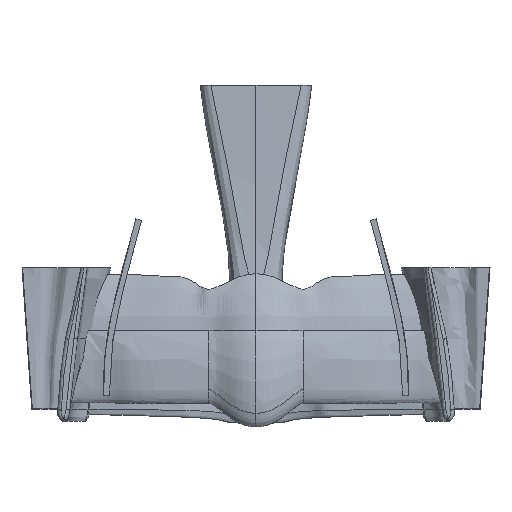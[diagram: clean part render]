
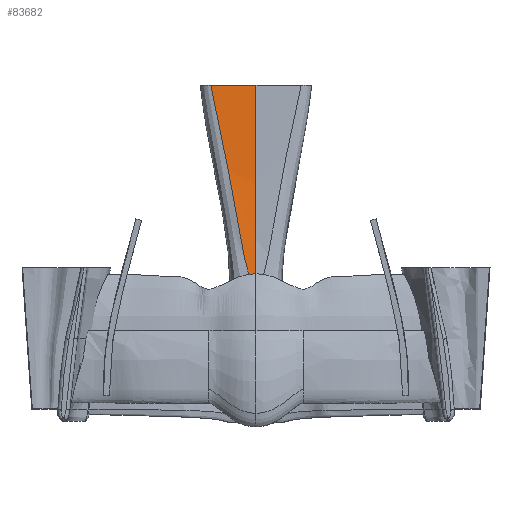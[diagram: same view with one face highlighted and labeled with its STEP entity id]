
A CAD part, front view. The second image highlights one B-rep face of the part: STEP entity #83682.
In plain terms, the highlighted free-form (B-spline) face has degree [3, 1] with [4, 2] control points.
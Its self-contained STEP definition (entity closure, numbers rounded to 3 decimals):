
#83155 = VERTEX_POINT('',#83156);
#83156 = CARTESIAN_POINT('',(-1.101,-56.713,
    -260.795));
#83166 = EDGE_CURVE('',#83167,#83155,#83169,.T.);
#83167 = VERTEX_POINT('',#83168);
#83168 = CARTESIAN_POINT('',(-50.639,-30.237,
    -29.124));
#83169 = B_SPLINE_CURVE_WITH_KNOTS('',3,(#83170,#83171,#83172,#83173,
    #83174,#83175,#83176,#83177,#83178,#83179,#83180,#83181,#83182,
    #83183,#83184,#83185,#83186,#83187,#83188,#83189,#83190,#83191,
    #83192,#83193,#83194,#83195,#83196,#83197,#83198,#83199,#83200,
    #83201,#83202,#83203,#83204,#83205,#83206,#83207,#83208,#83209,
    #83210,#83211,#83212,#83213,#83214,#83215,#83216,#83217,#83218,
    #83219,#83220,#83221,#83222,#83223,#83224,#83225,#83226,#83227,
    #83228,#83229,#83230,#83231,#83232,#83233,#83234,#83235,#83236,
    #83237,#83238,#83239,#83240,#83241,#83242,#83243,#83244,#83245,
    #83246,#83247,#83248,#83249,#83250,#83251,#83252,#83253,#83254,
    #83255,#83256),.UNSPECIFIED.,.F.,.F.,(4,2,2,2,2,1,1,1,1,1,1,1,2,2,2,
    2,2,1,1,1,1,1,1,1,1,2,2,2,2,2,2,1,1,1,1,1,1,1,2,2,2,2,2,2,1,1,1,1,1,
    1,1,1,1,2,2,2,2,2,4),(0.,0.125,0.188,
    0.219,0.234,0.242,0.246,
    0.248,0.249,0.25,0.25,
    0.25,0.25,0.25,0.313,
    0.344,0.359,0.367,0.371,
    0.373,0.374,0.375,0.375,
    0.375,0.375,0.375,0.375,
    0.438,0.469,0.484,0.492,
    0.496,0.498,0.499,0.5,
    0.5,0.5,0.5,0.5,
    0.5,0.563,0.625,0.688,
    0.719,0.734,0.742,0.746,
    0.748,0.749,0.75,0.75,
    0.75,0.75,0.75,0.75,
    0.813,0.875,0.938,1.),.UNSPECIFIED.);
#83170 = CARTESIAN_POINT('',(-50.639,-30.237,
    -29.124));
#83171 = CARTESIAN_POINT('',(-48.705,-30.868,
    -36.341));
#83172 = CARTESIAN_POINT('',(-46.678,-31.572,
    -44.886));
#83173 = CARTESIAN_POINT('',(-43.496,-32.689,
    -59.488));
#83174 = CARTESIAN_POINT('',(-42.412,-33.072,
    -64.653));
#83175 = CARTESIAN_POINT('',(-40.751,-33.665,
    -72.835));
#83176 = CARTESIAN_POINT('',(-40.192,-33.866,
    -75.636));
#83177 = CARTESIAN_POINT('',(-39.344,-34.174,
    -79.944));
#83178 = CARTESIAN_POINT('',(-39.059,-34.278,
    -81.399));
#83179 = CARTESIAN_POINT('',(-38.631,-34.436,
    -83.608));
#83180 = CARTESIAN_POINT('',(-38.416,-34.515,
    -84.719));
#83181 = CARTESIAN_POINT('',(-38.165,-34.608,
    -86.028));
#83182 = CARTESIAN_POINT('',(-38.039,-34.655,
    -86.685));
#83183 = CARTESIAN_POINT('',(-37.976,-34.678,
    -87.014));
#83184 = CARTESIAN_POINT('',(-37.944,-34.69,
    -87.179));
#83185 = CARTESIAN_POINT('',(-37.928,-34.696,
    -87.262));
#83186 = CARTESIAN_POINT('',(-37.921,-34.699,
    -87.303));
#83187 = CARTESIAN_POINT('',(-37.917,-34.7,
    -87.321));
#83188 = CARTESIAN_POINT('',(-37.915,-34.701,
    -87.333));
#83189 = CARTESIAN_POINT('',(-37.913,-34.702,
    -87.34));
#83190 = CARTESIAN_POINT('',(-37.126,-34.995,
    -91.459));
#83191 = CARTESIAN_POINT('',(-36.281,-35.316,
    -95.958));
#83192 = CARTESIAN_POINT('',(-34.924,-35.85,
    -103.284));
#83193 = CARTESIAN_POINT('',(-34.457,-36.036,
    -105.822));
#83194 = CARTESIAN_POINT('',(-33.735,-36.332,
    -109.775));
#83195 = CARTESIAN_POINT('',(-33.49,-36.433,
    -111.117));
#83196 = CARTESIAN_POINT('',(-33.118,-36.589,
    -113.167));
#83197 = CARTESIAN_POINT('',(-32.931,-36.668,
    -114.202));
#83198 = CARTESIAN_POINT('',(-32.709,-36.762,
    -115.425));
#83199 = CARTESIAN_POINT('',(-32.598,-36.81,
    -116.04));
#83200 = CARTESIAN_POINT('',(-32.543,-36.834,
    -116.349));
#83201 = CARTESIAN_POINT('',(-32.515,-36.846,
    -116.503));
#83202 = CARTESIAN_POINT('',(-32.501,-36.852,
    -116.581));
#83203 = CARTESIAN_POINT('',(-32.494,-36.855,
    -116.62));
#83204 = CARTESIAN_POINT('',(-32.49,-36.856,
    -116.639));
#83205 = CARTESIAN_POINT('',(-32.489,-36.857,
    -116.647));
#83206 = CARTESIAN_POINT('',(-32.488,-36.857,
    -116.653));
#83207 = CARTESIAN_POINT('',(-32.487,-36.858,
    -116.658));
#83208 = CARTESIAN_POINT('',(-32.413,-36.89,
    -117.069));
#83209 = CARTESIAN_POINT('',(-31.94,-37.091,
    -119.71));
#83210 = CARTESIAN_POINT('',(-30.635,-37.685,
    -127.021));
#83211 = CARTESIAN_POINT('',(-30.101,-37.932,
    -130.016));
#83212 = CARTESIAN_POINT('',(-29.149,-38.393,
    -135.359));
#83213 = CARTESIAN_POINT('',(-28.807,-38.562,
    -137.281));
#83214 = CARTESIAN_POINT('',(-28.257,-38.841,
    -140.38));
#83215 = CARTESIAN_POINT('',(-28.068,-38.939,
    -141.449));
#83216 = CARTESIAN_POINT('',(-27.774,-39.092,
    -143.107));
#83217 = CARTESIAN_POINT('',(-27.625,-39.17,
    -143.95));
#83218 = CARTESIAN_POINT('',(-27.447,-39.264,
    -144.957));
#83219 = CARTESIAN_POINT('',(-27.356,-39.312,
    -145.466));
#83220 = CARTESIAN_POINT('',(-27.311,-39.336,
    -145.722));
#83221 = CARTESIAN_POINT('',(-27.288,-39.349,
    -145.851));
#83222 = CARTESIAN_POINT('',(-27.277,-39.355,
    -145.915));
#83223 = CARTESIAN_POINT('',(-27.271,-39.358,
    -145.947));
#83224 = CARTESIAN_POINT('',(-27.269,-39.359,
    -145.961));
#83225 = CARTESIAN_POINT('',(-27.267,-39.36,
    -145.97));
#83226 = CARTESIAN_POINT('',(-27.266,-39.361,
    -145.976));
#83227 = CARTESIAN_POINT('',(-26.169,-39.949,
    -152.185));
#83228 = CARTESIAN_POINT('',(-25.126,-40.549,
    -158.057));
#83229 = CARTESIAN_POINT('',(-23.147,-41.763,
    -169.149));
#83230 = CARTESIAN_POINT('',(-22.211,-42.376,
    -174.368));
#83231 = CARTESIAN_POINT('',(-20.447,-43.591,
    -184.133));
#83232 = CARTESIAN_POINT('',(-19.618,-44.193,
    -188.68));
#83233 = CARTESIAN_POINT('',(-18.456,-45.065,
    -194.971));
#83234 = CARTESIAN_POINT('',(-18.083,-45.351,
    -196.98));
#83235 = CARTESIAN_POINT('',(-17.542,-45.768,
    -199.858));
#83236 = CARTESIAN_POINT('',(-17.276,-45.975,
    -201.262));
#83237 = CARTESIAN_POINT('',(-16.976,-46.21,
    -202.841));
#83238 = CARTESIAN_POINT('',(-16.828,-46.326,
    -203.615));
#83239 = CARTESIAN_POINT('',(-16.754,-46.383,
    -203.998));
#83240 = CARTESIAN_POINT('',(-16.717,-46.412,
    -204.189));
#83241 = CARTESIAN_POINT('',(-16.699,-46.427,
    -204.284));
#83242 = CARTESIAN_POINT('',(-16.69,-46.434,
    -204.331));
#83243 = CARTESIAN_POINT('',(-16.685,-46.437,
    -204.355));
#83244 = CARTESIAN_POINT('',(-16.683,-46.439,
    -204.367));
#83245 = CARTESIAN_POINT('',(-16.682,-46.44,
    -204.372));
#83246 = CARTESIAN_POINT('',(-16.681,-46.44,
    -204.375));
#83247 = CARTESIAN_POINT('',(-16.682,-46.44,
    -204.375));
#83248 = CARTESIAN_POINT('',(-15.11,-47.675,
    -212.545));
#83249 = CARTESIAN_POINT('',(-13.607,-48.907,
    -219.973));
#83250 = CARTESIAN_POINT('',(-10.738,-51.222,
    -233.16));
#83251 = CARTESIAN_POINT('',(-9.371,-52.305,
    -238.917));
#83252 = CARTESIAN_POINT('',(-6.774,-54.179,
    -248.557));
#83253 = CARTESIAN_POINT('',(-5.544,-54.97,
    -252.438));
#83254 = CARTESIAN_POINT('',(-3.22,-56.154,
    -258.165));
#83255 = CARTESIAN_POINT('',(-2.126,-56.547,
    -260.01));
#83256 = CARTESIAN_POINT('',(-1.101,-56.713,
    -260.795));
#83682 = ADVANCED_FACE('',(#83683),#83707,.F.);
#83683 = FACE_BOUND('',#83684,.F.);
#83684 = EDGE_LOOP('',(#83685,#83686,#83693,#83702));
#83685 = ORIENTED_EDGE('',*,*,#83166,.F.);
#83686 = ORIENTED_EDGE('',*,*,#83687,.F.);
#83687 = EDGE_CURVE('',#83688,#83167,#83690,.T.);
#83688 = VERTEX_POINT('',#83689);
#83689 = CARTESIAN_POINT('',(0.,-30.237,-29.124));
#83690 = B_SPLINE_CURVE_WITH_KNOTS('',1,(#83691,#83692),.UNSPECIFIED.,
  .F.,.F.,(2,2),(0.,1.),.PIECEWISE_BEZIER_KNOTS.);
#83691 = CARTESIAN_POINT('',(0.,-30.237,-29.124));
#83692 = CARTESIAN_POINT('',(-50.639,-30.237,
    -29.124));
#83693 = ORIENTED_EDGE('',*,*,#83694,.F.);
#83694 = EDGE_CURVE('',#83695,#83688,#83697,.T.);
#83695 = VERTEX_POINT('',#83696);
#83696 = CARTESIAN_POINT('',(0.,-56.714,-260.795));
#83697 = B_SPLINE_CURVE_WITH_KNOTS('',3,(#83698,#83699,#83700,#83701),
  .UNSPECIFIED.,.F.,.F.,(4,4),(0.,1.),.PIECEWISE_BEZIER_KNOTS.);
#83698 = CARTESIAN_POINT('',(0.,-56.714,-260.795));
#83699 = CARTESIAN_POINT('',(0.,-37.543,-170.605));
#83700 = CARTESIAN_POINT('',(0.,-37.273,-109.543));
#83701 = CARTESIAN_POINT('',(0.,-30.237,-29.124));
#83702 = ORIENTED_EDGE('',*,*,#83703,.F.);
#83703 = EDGE_CURVE('',#83155,#83695,#83704,.T.);
#83704 = B_SPLINE_CURVE_WITH_KNOTS('',1,(#83705,#83706),.UNSPECIFIED.,
  .F.,.F.,(2,2),(-0.831,0.),.PIECEWISE_BEZIER_KNOTS.);
#83705 = CARTESIAN_POINT('',(-1.101,-56.714,
    -260.795));
#83706 = CARTESIAN_POINT('',(0.,-56.714,-260.795));
#83707 = B_SPLINE_SURFACE_WITH_KNOTS('',3,1,(
    (#83708,#83709)
    ,(#83710,#83711)
    ,(#83712,#83713)
    ,(#83714,#83715
    )),.UNSPECIFIED.,.F.,.F.,.F.,(4,4),(2,2),(0.,1.),(0.,1.),
  .PIECEWISE_BEZIER_KNOTS.);
#83708 = CARTESIAN_POINT('',(-50.942,-56.714,
    -260.795));
#83709 = CARTESIAN_POINT('',(0.,-56.714,-260.795));
#83710 = CARTESIAN_POINT('',(-50.942,-37.543,
    -170.605));
#83711 = CARTESIAN_POINT('',(0.,-37.543,-170.605));
#83712 = CARTESIAN_POINT('',(-50.942,-37.273,
    -109.543));
#83713 = CARTESIAN_POINT('',(0.,-37.273,-109.543));
#83714 = CARTESIAN_POINT('',(-50.942,-30.237,
    -29.124));
#83715 = CARTESIAN_POINT('',(0.,-30.237,-29.124));
